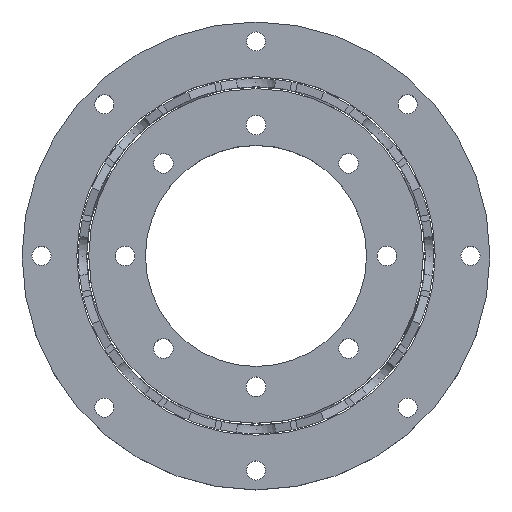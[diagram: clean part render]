
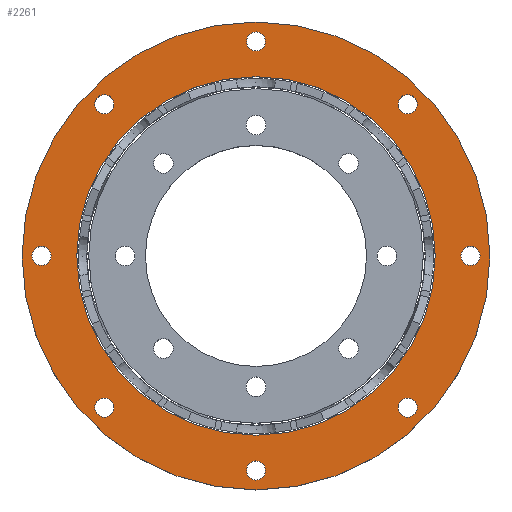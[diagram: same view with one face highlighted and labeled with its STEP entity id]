
A CAD part, top view. The second image highlights one B-rep face of the part: STEP entity #2261.
In plain terms, the highlighted planar face has unit normal (0, 0, 1).
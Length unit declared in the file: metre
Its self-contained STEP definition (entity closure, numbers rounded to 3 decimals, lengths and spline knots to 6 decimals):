
#379=PLANE('',#2446);
#503=ORIENTED_EDGE('',*,*,#1152,.F.);
#504=ORIENTED_EDGE('',*,*,#1153,.F.);
#505=ORIENTED_EDGE('',*,*,#1154,.F.);
#506=ORIENTED_EDGE('',*,*,#1155,.F.);
#507=ORIENTED_EDGE('',*,*,#1156,.F.);
#508=ORIENTED_EDGE('',*,*,#1157,.F.);
#509=ORIENTED_EDGE('',*,*,#1158,.F.);
#510=ORIENTED_EDGE('',*,*,#1159,.F.);
#511=ORIENTED_EDGE('',*,*,#1151,.T.);
#512=ORIENTED_EDGE('',*,*,#1160,.F.);
#1151=EDGE_CURVE('',#1477,#1477,#1715,.T.);
#1152=EDGE_CURVE('',#1478,#1478,#1716,.T.);
#1153=EDGE_CURVE('',#1479,#1479,#1717,.T.);
#1154=EDGE_CURVE('',#1480,#1480,#1718,.T.);
#1155=EDGE_CURVE('',#1481,#1481,#1719,.T.);
#1156=EDGE_CURVE('',#1482,#1482,#1720,.T.);
#1157=EDGE_CURVE('',#1483,#1483,#1721,.T.);
#1158=EDGE_CURVE('',#1484,#1484,#1722,.T.);
#1159=EDGE_CURVE('',#1485,#1485,#1723,.T.);
#1160=EDGE_CURVE('',#1486,#1486,#1724,.T.);
#1477=VERTEX_POINT('',#3530);
#1478=VERTEX_POINT('',#3533);
#1479=VERTEX_POINT('',#3535);
#1480=VERTEX_POINT('',#3537);
#1481=VERTEX_POINT('',#3539);
#1482=VERTEX_POINT('',#3541);
#1483=VERTEX_POINT('',#3543);
#1484=VERTEX_POINT('',#3545);
#1485=VERTEX_POINT('',#3547);
#1486=VERTEX_POINT('',#3549);
#1715=CIRCLE('',#2445,0.039153);
#1716=CIRCLE('',#2447,0.0016);
#1717=CIRCLE('',#2448,0.0016);
#1718=CIRCLE('',#2449,0.0016);
#1719=CIRCLE('',#2450,0.0016);
#1720=CIRCLE('',#2451,0.0016);
#1721=CIRCLE('',#2452,0.0016);
#1722=CIRCLE('',#2453,0.0016);
#1723=CIRCLE('',#2454,0.0016);
#1724=CIRCLE('',#2455,0.03);
#1829=EDGE_LOOP('',(#503));
#1830=EDGE_LOOP('',(#504));
#1831=EDGE_LOOP('',(#505));
#1832=EDGE_LOOP('',(#506));
#1833=EDGE_LOOP('',(#507));
#1834=EDGE_LOOP('',(#508));
#1835=EDGE_LOOP('',(#509));
#1836=EDGE_LOOP('',(#510));
#1837=EDGE_LOOP('',(#511));
#1838=EDGE_LOOP('',(#512));
#2043=FACE_BOUND('',#1829,.T.);
#2044=FACE_BOUND('',#1830,.T.);
#2045=FACE_BOUND('',#1831,.T.);
#2046=FACE_BOUND('',#1832,.T.);
#2047=FACE_BOUND('',#1833,.T.);
#2048=FACE_BOUND('',#1834,.T.);
#2049=FACE_BOUND('',#1835,.T.);
#2050=FACE_BOUND('',#1836,.T.);
#2051=FACE_BOUND('',#1837,.T.);
#2052=FACE_BOUND('',#1838,.T.);
#2261=ADVANCED_FACE('',(#2043,#2044,#2045,#2046,#2047,#2048,#2049,#2050,
#2051,#2052),#379,.T.);
#2445=AXIS2_PLACEMENT_3D('',#3529,#2774,#2775);
#2446=AXIS2_PLACEMENT_3D('',#3531,#2776,#2777);
#2447=AXIS2_PLACEMENT_3D('',#3532,#2778,#2779);
#2448=AXIS2_PLACEMENT_3D('',#3534,#2780,#2781);
#2449=AXIS2_PLACEMENT_3D('',#3536,#2782,#2783);
#2450=AXIS2_PLACEMENT_3D('',#3538,#2784,#2785);
#2451=AXIS2_PLACEMENT_3D('',#3540,#2786,#2787);
#2452=AXIS2_PLACEMENT_3D('',#3542,#2788,#2789);
#2453=AXIS2_PLACEMENT_3D('',#3544,#2790,#2791);
#2454=AXIS2_PLACEMENT_3D('',#3546,#2792,#2793);
#2455=AXIS2_PLACEMENT_3D('',#3548,#2794,#2795);
#2774=DIRECTION('',(0.,0.,1.));
#2775=DIRECTION('',(1.,0.,0.));
#2776=DIRECTION('',(0.,0.,1.));
#2777=DIRECTION('',(1.,0.,0.));
#2778=DIRECTION('',(0.,0.,1.));
#2779=DIRECTION('',(1.,0.,0.));
#2780=DIRECTION('',(0.,0.,1.));
#2781=DIRECTION('',(1.,0.,0.));
#2782=DIRECTION('',(0.,0.,1.));
#2783=DIRECTION('',(1.,0.,0.));
#2784=DIRECTION('',(0.,0.,1.));
#2785=DIRECTION('',(1.,0.,0.));
#2786=DIRECTION('',(0.,0.,1.));
#2787=DIRECTION('',(1.,0.,0.));
#2788=DIRECTION('',(0.,0.,1.));
#2789=DIRECTION('',(1.,0.,0.));
#2790=DIRECTION('',(0.,0.,1.));
#2791=DIRECTION('',(1.,0.,0.));
#2792=DIRECTION('',(0.,0.,1.));
#2793=DIRECTION('',(1.,0.,0.));
#2794=DIRECTION('',(0.,0.,1.));
#2795=DIRECTION('',(1.,0.,0.));
#3529=CARTESIAN_POINT('',(0.,0.,0.005));
#3530=CARTESIAN_POINT('',(0.039153,0.,0.005));
#3531=CARTESIAN_POINT('',(0.034576,0.,0.005));
#3532=CARTESIAN_POINT('',(-0.035903,0.,0.005));
#3533=CARTESIAN_POINT('',(-0.034303,0.,0.005));
#3534=CARTESIAN_POINT('',(-0.025387,0.025387,0.005));
#3535=CARTESIAN_POINT('',(-0.023787,0.025387,0.005));
#3536=CARTESIAN_POINT('',(0.035903,0.,0.005));
#3537=CARTESIAN_POINT('',(0.037503,0.,0.005));
#3538=CARTESIAN_POINT('',(0.025387,0.025387,0.005));
#3539=CARTESIAN_POINT('',(0.026987,0.025387,0.005));
#3540=CARTESIAN_POINT('',(-0.025387,-0.025387,0.005));
#3541=CARTESIAN_POINT('',(-0.023787,-0.025387,0.005));
#3542=CARTESIAN_POINT('',(0.,-0.035903,0.005));
#3543=CARTESIAN_POINT('',(0.0016,-0.035903,0.005));
#3544=CARTESIAN_POINT('',(0.025387,-0.025387,0.005));
#3545=CARTESIAN_POINT('',(0.026987,-0.025387,0.005));
#3546=CARTESIAN_POINT('',(0.,0.035903,0.005));
#3547=CARTESIAN_POINT('',(0.0016,0.035903,0.005));
#3548=CARTESIAN_POINT('',(0.,0.,0.005));
#3549=CARTESIAN_POINT('',(0.03,0.,0.005));
